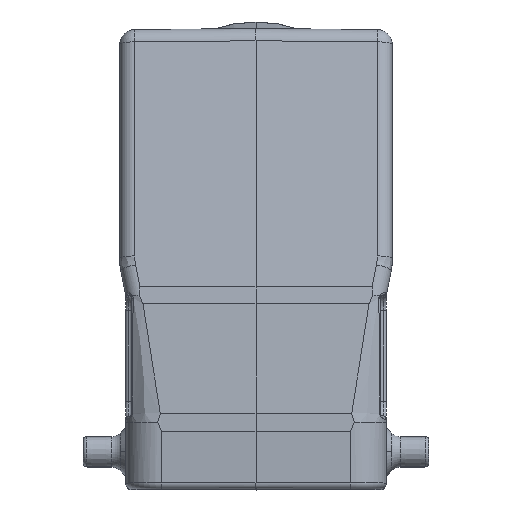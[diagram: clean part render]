
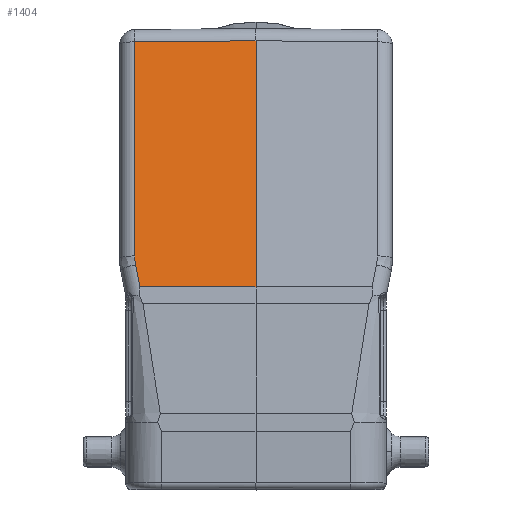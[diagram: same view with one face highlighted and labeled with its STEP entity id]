
A CAD part, top view. The second image highlights one B-rep face of the part: STEP entity #1404.
In plain terms, the highlighted planar face has unit normal (-0.009, 0.19, 0.982).
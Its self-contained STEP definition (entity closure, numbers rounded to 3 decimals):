
#745=PLANE('',#12161);
#1404=ADVANCED_FACE('',(#2099),#745,.T.);
#2099=FACE_OUTER_BOUND('',#2815,.T.);
#2815=EDGE_LOOP('',(#8370,#8371,#8372,#8373,#8374,#8375));
#3689=B_SPLINE_CURVE_WITH_KNOTS('',3,(#25416,#25417,#25418,#25419),
 .UNSPECIFIED.,.F.,.F.,(4,4),(0.,1.),.UNSPECIFIED.);
#4221=LINE('',#24120,#5010);
#4448=LINE('',#25412,#5240);
#4449=LINE('',#25436,#5241);
#4450=LINE('',#25438,#5242);
#4451=LINE('',#25440,#5243);
#5010=VECTOR('',#14273,1.);
#5240=VECTOR('',#14899,1.);
#5241=VECTOR('',#14904,1.);
#5242=VECTOR('',#14905,1.);
#5243=VECTOR('',#14906,1.);
#8370=ORIENTED_EDGE('',*,*,#11123,.F.);
#8371=ORIENTED_EDGE('',*,*,#10790,.T.);
#8372=ORIENTED_EDGE('',*,*,#11120,.F.);
#8373=ORIENTED_EDGE('',*,*,#11122,.T.);
#8374=ORIENTED_EDGE('',*,*,#11124,.T.);
#8375=ORIENTED_EDGE('',*,*,#11125,.T.);
#9317=VERTEX_POINT('',#24117);
#9318=VERTEX_POINT('',#24121);
#9516=VERTEX_POINT('',#25411);
#9517=VERTEX_POINT('',#25415);
#9518=VERTEX_POINT('',#25437);
#9519=VERTEX_POINT('',#25439);
#10790=EDGE_CURVE('',#9318,#9317,#4221,.T.);
#11120=EDGE_CURVE('',#9516,#9317,#4448,.T.);
#11122=EDGE_CURVE('',#9516,#9517,#3689,.T.);
#11123=EDGE_CURVE('',#9318,#9518,#4449,.T.);
#11124=EDGE_CURVE('',#9517,#9519,#4450,.T.);
#11125=EDGE_CURVE('',#9519,#9518,#4451,.T.);
#12161=AXIS2_PLACEMENT_3D('',#25441,#14907,#14908);
#14273=DIRECTION('',(-1.,-0.009,-0.007));
#14899=DIRECTION('',(0.,0.982,-0.19));
#14904=DIRECTION('',(0.,-0.982,0.19));
#14905=DIRECTION('',(0.193,-0.963,0.188));
#14906=DIRECTION('',(1.,0.,0.009));
#14907=DIRECTION('',(-0.009,0.19,0.982));
#14908=DIRECTION('',(0.,-0.982,0.19));
#24117=CARTESIAN_POINT('',(-20.022,19.215,36.497));
#24120=CARTESIAN_POINT('',(0.,19.39,36.641));
#24121=CARTESIAN_POINT('',(0.,19.39,36.641));
#25411=CARTESIAN_POINT('',(-20.022,-16.12,43.323));
#25412=CARTESIAN_POINT('',(-20.022,-16.12,43.323));
#25415=CARTESIAN_POINT('',(-19.876,-17.591,43.609));
#25416=CARTESIAN_POINT('',(-20.022,-16.12,43.323));
#25417=CARTESIAN_POINT('',(-20.022,-16.614,43.419));
#25418=CARTESIAN_POINT('',(-19.973,-17.107,43.514));
#25419=CARTESIAN_POINT('',(-19.876,-17.591,43.609));
#25436=CARTESIAN_POINT('',(0.,19.39,36.641));
#25437=CARTESIAN_POINT('',(0.,-21.241,44.49));
#25438=CARTESIAN_POINT('',(-19.876,-17.591,43.609));
#25439=CARTESIAN_POINT('',(-19.146,-21.241,44.32));
#25440=CARTESIAN_POINT('',(-19.146,-21.241,44.32));
#25441=CARTESIAN_POINT('',(0.,-22.585,44.75));
